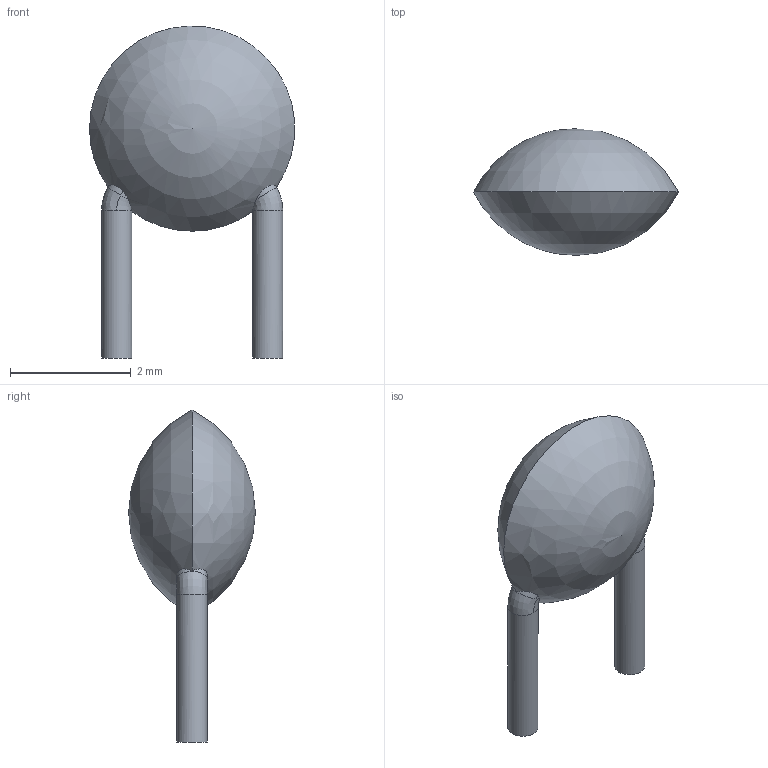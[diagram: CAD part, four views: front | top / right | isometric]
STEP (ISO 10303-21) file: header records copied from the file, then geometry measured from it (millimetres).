
FILE_DESCRIPTION(/* description */ ('model of C_Disc_D3.4mm_W2.1mm_P2.50mm'),/* implementation_level */ '2;1');
FILE_NAME(/* name */ 'C_Disc_D3.4mm_W2.1mm_P2.50mm.step',/* time_stamp */ '2017-07-29T11:29:24',/* author */ ('kicad StepUp','ksu'),/* organization */ ('FreeCAD'),/* preprocessor_version */ 'OCC',/* originating_system */ 'kicad StepUp',/* authorisation */ '');
FILE_SCHEMA(('AUTOMOTIVE_DESIGN_CC2 { 1 2 10303 214 -1 1 5 4 }'));
Length unit declared in the file: millimetre
Products named in the file (2): ASSEMBLY; C_Disc_D34mm_W21mm_P250mm
Assembly tree (1 placements, depth 2):
  ASSEMBLY
    C_Disc_D34mm_W21mm_P250mm
Bounding box: 3.4 x 2.1 x 5.5 mm (x, y, z)
Volume: 11.8 mm3; surface area: 33.6 mm2
Topology: 1 solids, 1 shells, 14 faces, 37 edges, 23 vertices
Faces by surface type: cylinder 6, revolution 4, plane 2, sphere 2
Full cylindrical faces by diameter (mm): 0.5 x2
Entity records: 1109 total; most frequent: CARTESIAN_POINT 642, DIRECTION 74, ORIENTED_EDGE 70, EDGE_CURVE 35, AXIS2_PLACEMENT_3D 33, VERTEX_POINT 23, CIRCLE 21, ADVANCED_FACE 14
